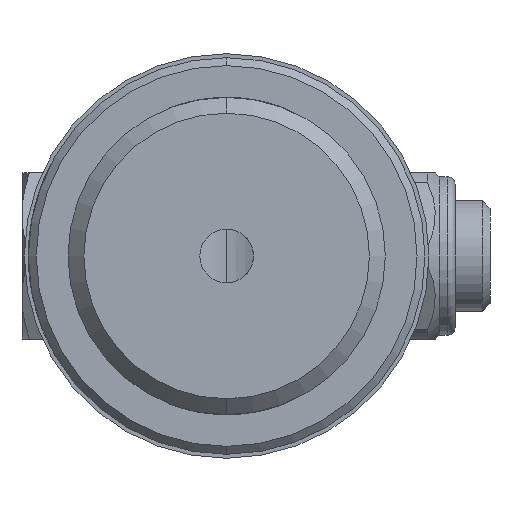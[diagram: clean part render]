
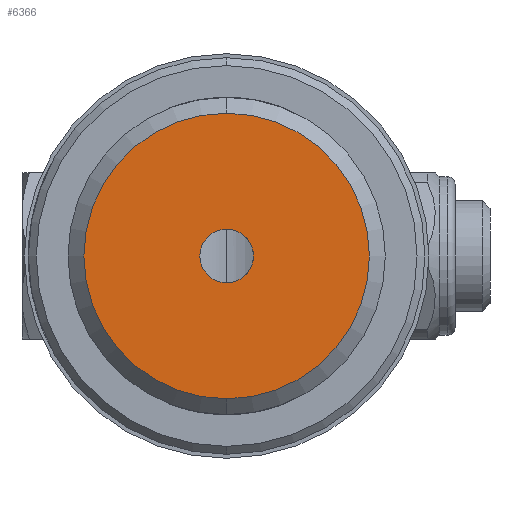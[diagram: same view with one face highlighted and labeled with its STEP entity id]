
A CAD part, left-side view. The second image highlights one B-rep face of the part: STEP entity #6366.
In plain terms, the highlighted planar face has unit normal (-1, 0, 0).
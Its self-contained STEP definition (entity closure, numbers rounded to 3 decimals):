
#312 = CIRCLE ( 'NONE', #7020, 18. ) ;
#334 = EDGE_CURVE ( 'NONE', #5058, #2423, #4097, .T. ) ;
#862 = ORIENTED_EDGE ( 'NONE', *, *, #1631, .F. ) ;
#879 = CIRCLE ( 'NONE', #2504, 18. ) ;
#1042 = DIRECTION ( 'NONE',  ( 1., 0., 0. ) ) ;
#1352 = DIRECTION ( 'NONE',  ( 1., 0., 0. ) ) ;
#1631 = EDGE_CURVE ( 'NONE', #2064, #5228, #879, .T. ) ;
#1806 = CARTESIAN_POINT ( 'NONE',  ( -42.791, 2.149, -3.375 ) ) ;
#2064 = VERTEX_POINT ( 'NONE', #6052 ) ;
#2423 = VERTEX_POINT ( 'NONE', #5844 ) ;
#2504 = AXIS2_PLACEMENT_3D ( 'NONE', #3531, #7683, #4129 ) ;
#2509 = PLANE ( 'NONE',  #2627 ) ;
#2627 = AXIS2_PLACEMENT_3D ( 'NONE', #6639, #7249, #3685 ) ;
#3066 = CARTESIAN_POINT ( 'NONE',  ( -42.791, 2.149, 0. ) ) ;
#3219 = EDGE_LOOP ( 'NONE', ( #6461, #862 ) ) ;
#3244 = EDGE_LOOP ( 'NONE', ( #3622, #5976 ) ) ;
#3531 = CARTESIAN_POINT ( 'NONE',  ( -42.791, 2.149, 0. ) ) ;
#3622 = ORIENTED_EDGE ( 'NONE', *, *, #334, .T. ) ;
#3648 = DIRECTION ( 'NONE',  ( 0., 0., -1. ) ) ;
#3685 = DIRECTION ( 'NONE',  ( 0., 0., 1. ) ) ;
#4056 = EDGE_CURVE ( 'NONE', #5228, #2064, #312, .T. ) ;
#4097 = CIRCLE ( 'NONE', #4929, 3.375 ) ;
#4129 = DIRECTION ( 'NONE',  ( 0., 0., -1. ) ) ;
#4264 = FACE_BOUND ( 'NONE', #3244, .T. ) ;
#4454 = FACE_OUTER_BOUND ( 'NONE', #3219, .T. ) ;
#4579 = CARTESIAN_POINT ( 'NONE',  ( -42.791, 2.149, 0. ) ) ;
#4864 = CARTESIAN_POINT ( 'NONE',  ( -42.791, 2.149, 0. ) ) ;
#4882 = CARTESIAN_POINT ( 'NONE',  ( -42.791, 2.149, -18. ) ) ;
#4929 = AXIS2_PLACEMENT_3D ( 'NONE', #4579, #1042, #5171 ) ;
#5058 = VERTEX_POINT ( 'NONE', #1806 ) ;
#5171 = DIRECTION ( 'NONE',  ( 0., 0., -1. ) ) ;
#5228 = VERTEX_POINT ( 'NONE', #4882 ) ;
#5370 = EDGE_CURVE ( 'NONE', #2423, #5058, #6991, .T. ) ;
#5472 = DIRECTION ( 'NONE',  ( 0., 0., -1. ) ) ;
#5844 = CARTESIAN_POINT ( 'NONE',  ( -42.791, 2.149, 3.375 ) ) ;
#5976 = ORIENTED_EDGE ( 'NONE', *, *, #5370, .T. ) ;
#6052 = CARTESIAN_POINT ( 'NONE',  ( -42.791, 2.149, 18. ) ) ;
#6366 = ADVANCED_FACE ( 'NONE', ( #4264, #4454 ), #2509, .T. ) ;
#6418 = AXIS2_PLACEMENT_3D ( 'NONE', #4864, #1352, #5472 ) ;
#6461 = ORIENTED_EDGE ( 'NONE', *, *, #4056, .F. ) ;
#6639 = CARTESIAN_POINT ( 'NONE',  ( -42.791, 2.149, 0. ) ) ;
#6991 = CIRCLE ( 'NONE', #6418, 3.375 ) ;
#7020 = AXIS2_PLACEMENT_3D ( 'NONE', #3066, #7206, #3648 ) ;
#7206 = DIRECTION ( 'NONE',  ( 1., 0., 0. ) ) ;
#7249 = DIRECTION ( 'NONE',  ( -1., 0., 0. ) ) ;
#7683 = DIRECTION ( 'NONE',  ( 1., 0., 0. ) ) ;
